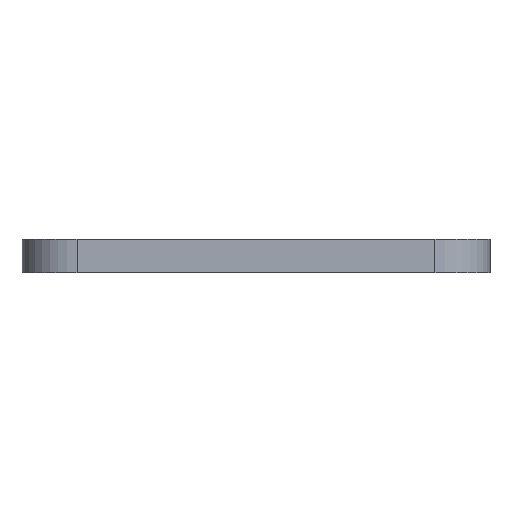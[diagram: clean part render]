
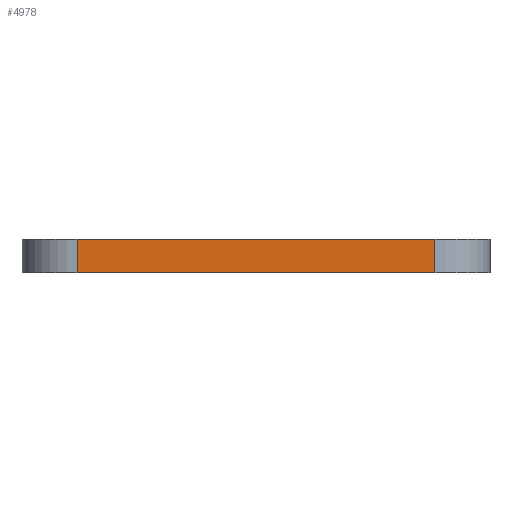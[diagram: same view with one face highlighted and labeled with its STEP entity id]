
A CAD part, left-side view. The second image highlights one B-rep face of the part: STEP entity #4978.
In plain terms, the highlighted planar face has unit normal (-1, 0, 0).
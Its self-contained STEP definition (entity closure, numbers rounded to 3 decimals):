
#503=PLANE('',#5150);
#763=FACE_OUTER_BOUND('',#1056,.T.);
#1056=EDGE_LOOP('',(#4518,#4519,#4520,#4521));
#1474=LINE('',#9371,#1912);
#1481=LINE('',#9411,#1919);
#1482=LINE('',#9414,#1920);
#1483=LINE('',#9415,#1921);
#1912=VECTOR('',#5776,10.);
#1919=VECTOR('',#5823,10.);
#1920=VECTOR('',#5826,10.);
#1921=VECTOR('',#5827,10.);
#2452=VERTEX_POINT('',#9367);
#2454=VERTEX_POINT('',#9370);
#2467=VERTEX_POINT('',#9409);
#2468=VERTEX_POINT('',#9413);
#3149=EDGE_CURVE('',#2452,#2454,#1474,.T.);
#3166=EDGE_CURVE('',#2467,#2452,#1481,.T.);
#3167=EDGE_CURVE('',#2468,#2467,#1482,.T.);
#3168=EDGE_CURVE('',#2454,#2468,#1483,.T.);
#4518=ORIENTED_EDGE('',*,*,#3166,.F.);
#4519=ORIENTED_EDGE('',*,*,#3167,.F.);
#4520=ORIENTED_EDGE('',*,*,#3168,.F.);
#4521=ORIENTED_EDGE('',*,*,#3149,.F.);
#4978=ADVANCED_FACE('',(#763),#503,.T.);
#5150=AXIS2_PLACEMENT_3D('',#9412,#5824,#5825);
#5776=DIRECTION('',(0.,-1.,0.));
#5823=DIRECTION('',(0.,0.,1.));
#5824=DIRECTION('center_axis',(-1.,0.,0.));
#5825=DIRECTION('ref_axis',(0.,-1.,0.));
#5826=DIRECTION('',(0.,1.,0.));
#5827=DIRECTION('',(0.,0.,-1.));
#9367=CARTESIAN_POINT('',(-87.5,24.,10.));
#9370=CARTESIAN_POINT('',(-87.5,-41.,10.));
#9371=CARTESIAN_POINT('',(-87.5,-51.,10.));
#9409=CARTESIAN_POINT('',(-87.5,24.,4.));
#9411=CARTESIAN_POINT('',(-87.5,24.,4.));
#9412=CARTESIAN_POINT('Origin',(-87.5,34.,4.));
#9413=CARTESIAN_POINT('',(-87.5,-41.,4.));
#9414=CARTESIAN_POINT('',(-87.5,-51.,4.));
#9415=CARTESIAN_POINT('',(-87.5,-41.,4.));
